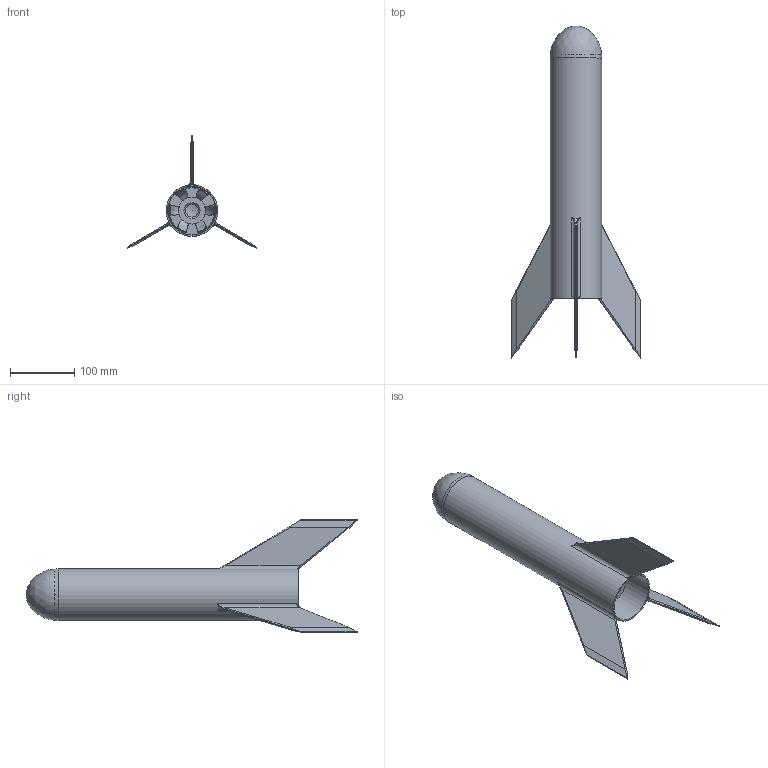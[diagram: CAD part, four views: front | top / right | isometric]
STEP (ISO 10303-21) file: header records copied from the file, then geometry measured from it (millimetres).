
FILE_DESCRIPTION(/* description */ (''),/* implementation_level */ '2;1');
FILE_NAME(/* name */ 'Assembly v2.step',/* time_stamp */ '2023-09-28T23:07:44-04:00',/* author */ (''),/* organization */ (''),/* preprocessor_version */ 'ST-DEVELOPER v20',/* originating_system */ 'Autodesk Translation Framework v12.14.0.127',/* authorisation */ '');
FILE_SCHEMA (('AUTOMOTIVE_DESIGN { 1 0 10303 214 3 1 1 }'));
Length unit declared in the file: millimetre
Products named in the file (8): Assembly; BigCardboardTube; LatchMech; Fin; NoseCone; Retainer; Fin_1; Fin_2
Assembly tree (7 placements, depth 2):
  Assembly
    BigCardboardTube
    LatchMech
    Fin
    NoseCone
    Retainer
    Fin_1
    Fin_2
Bounding box: 202.51 x 518.18 x 175.52 mm (x, y, z)
Volume: 353324.7 mm3; surface area: 317064.2 mm2
Topology: 7 solids, 7 shells, 235 faces, 633 edges, 402 vertices
Faces by surface type: cylinder 95, plane 63, bspline 41, torus 30, cone 6
Full cylindrical faces by diameter (mm): 20 x2, 25 x1, 30 x2, 34.132 x3, 34.97 x6, 35 x2, 38.703 x3, 39.439 x6, 42 x1, 71.2 x1, 73.2 x1, 76.2 x1, 80.2 x1
Entity records: 13831 total; most frequent: CARTESIAN_POINT 7950, ORIENTED_EDGE 1250, DIRECTION 1116, EDGE_CURVE 625, AXIS2_PLACEMENT_3D 442, VERTEX_POINT 402, EDGE_LOOP 251, FACE_OUTER_BOUND 235
